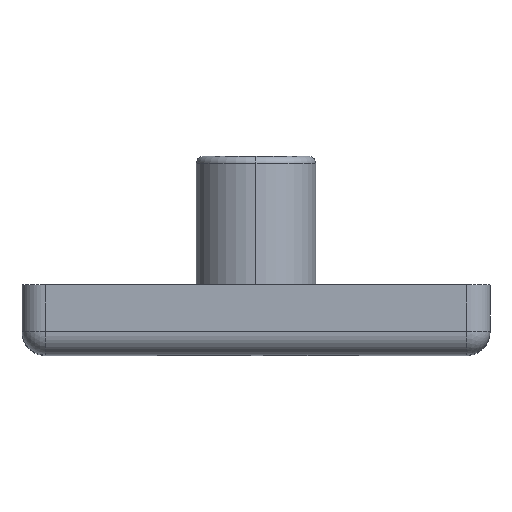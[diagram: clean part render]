
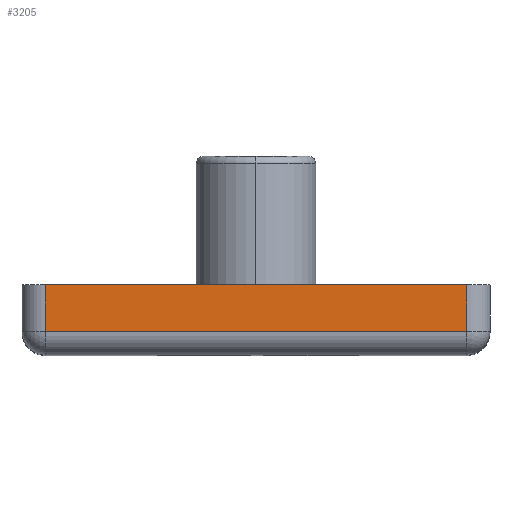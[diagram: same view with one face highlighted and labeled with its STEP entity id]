
A CAD part, top view. The second image highlights one B-rep face of the part: STEP entity #3205.
In plain terms, the highlighted planar face has unit normal (0, 0, 1).
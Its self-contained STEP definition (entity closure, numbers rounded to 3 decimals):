
#73 = LINE ( 'NONE', #5757, #4029 ) ;
#384 = LINE ( 'NONE', #5175, #3141 ) ;
#427 = EDGE_CURVE ( 'NONE', #6678, #2445, #4172, .T. ) ;
#487 = VECTOR ( 'NONE', #6640, 1000. ) ;
#1054 = CARTESIAN_POINT ( 'NONE',  ( 9., 3., 10. ) ) ;
#1220 = FACE_OUTER_BOUND ( 'NONE', #1514, .T. ) ;
#1248 = PLANE ( 'NONE',  #1991 ) ;
#1514 = EDGE_LOOP ( 'NONE', ( #6504, #4630, #1903, #6305 ) ) ;
#1670 = CARTESIAN_POINT ( 'NONE',  ( 9., 1., 10. ) ) ;
#1903 = ORIENTED_EDGE ( 'NONE', *, *, #2024, .F. ) ;
#1991 = AXIS2_PLACEMENT_3D ( 'NONE', #5896, #6420, #3343 ) ;
#2017 = LINE ( 'NONE', #3576, #487 ) ;
#2024 = EDGE_CURVE ( 'NONE', #6102, #2445, #2017, .T. ) ;
#2445 = VERTEX_POINT ( 'NONE', #1670 ) ;
#2838 = CARTESIAN_POINT ( 'NONE',  ( -9., 3., 10. ) ) ;
#3141 = VECTOR ( 'NONE', #4649, 1000. ) ;
#3205 = ADVANCED_FACE ( 'NONE', ( #1220 ), #1248, .F. ) ;
#3343 = DIRECTION ( 'NONE',  ( -1., 0., 0. ) ) ;
#3538 = CARTESIAN_POINT ( 'NONE',  ( -9., 1., 10. ) ) ;
#3576 = CARTESIAN_POINT ( 'NONE',  ( 9., 3., 10. ) ) ;
#3777 = CARTESIAN_POINT ( 'NONE',  ( -9., 1., 10. ) ) ;
#4029 = VECTOR ( 'NONE', #6279, 1000. ) ;
#4172 = LINE ( 'NONE', #3777, #6568 ) ;
#4309 = EDGE_CURVE ( 'NONE', #6533, #6678, #384, .T. ) ;
#4348 = EDGE_CURVE ( 'NONE', #6533, #6102, #73, .T. ) ;
#4630 = ORIENTED_EDGE ( 'NONE', *, *, #427, .T. ) ;
#4649 = DIRECTION ( 'NONE',  ( 0., -1., 0. ) ) ;
#4783 = DIRECTION ( 'NONE',  ( 1., 0., 0. ) ) ;
#5175 = CARTESIAN_POINT ( 'NONE',  ( -9., 3., 10. ) ) ;
#5757 = CARTESIAN_POINT ( 'NONE',  ( -9., 3., 10. ) ) ;
#5896 = CARTESIAN_POINT ( 'NONE',  ( -9., 3., 10. ) ) ;
#6102 = VERTEX_POINT ( 'NONE', #1054 ) ;
#6279 = DIRECTION ( 'NONE',  ( 1., 0., 0. ) ) ;
#6305 = ORIENTED_EDGE ( 'NONE', *, *, #4348, .F. ) ;
#6420 = DIRECTION ( 'NONE',  ( 0., 0., -1. ) ) ;
#6504 = ORIENTED_EDGE ( 'NONE', *, *, #4309, .T. ) ;
#6533 = VERTEX_POINT ( 'NONE', #2838 ) ;
#6568 = VECTOR ( 'NONE', #4783, 1000. ) ;
#6640 = DIRECTION ( 'NONE',  ( 0., -1., 0. ) ) ;
#6678 = VERTEX_POINT ( 'NONE', #3538 ) ;
